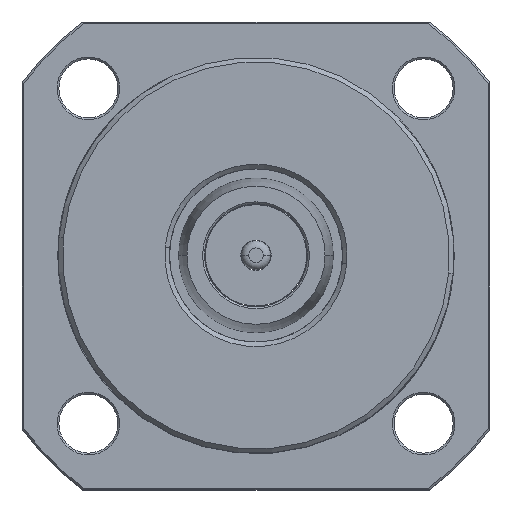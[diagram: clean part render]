
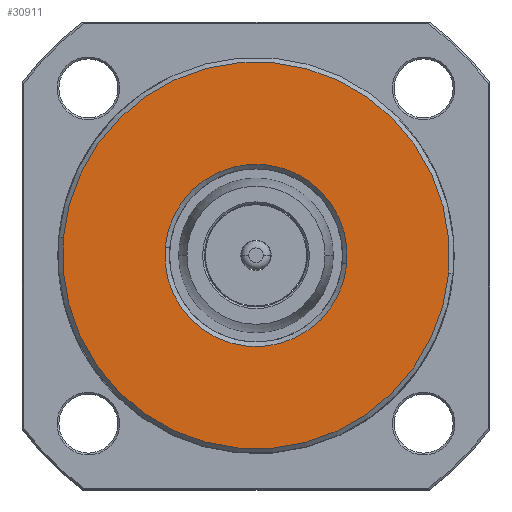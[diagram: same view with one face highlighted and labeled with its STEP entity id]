
A CAD part, top view. The second image highlights one B-rep face of the part: STEP entity #30911.
In plain terms, the highlighted planar face has unit normal (0, 0, 1).
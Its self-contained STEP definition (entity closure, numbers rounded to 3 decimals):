
#877 = CARTESIAN_POINT ( 'NONE',  ( -4.929, 0.451, 28.73 ) ) ;
#1925 = DIRECTION ( 'NONE',  ( 0., 0., -1. ) ) ;
#2510 = CARTESIAN_POINT ( 'NONE',  ( 4.929, -0.451, 28.73 ) ) ;
#3837 = AXIS2_PLACEMENT_3D ( 'NONE', #24010, #1925, #22978 ) ;
#4434 = CARTESIAN_POINT ( 'NONE',  ( 10.456, -0.956, 28.73 ) ) ;
#4455 = AXIS2_PLACEMENT_3D ( 'NONE', #52382, #41710, #37242 ) ;
#4510 = EDGE_CURVE ( 'NONE', #30290, #13782, #33613, .T. ) ;
#5693 = AXIS2_PLACEMENT_3D ( 'NONE', #6546, #16922, #43401 ) ;
#5731 = DIRECTION ( 'NONE',  ( 0.996, -0.091, 0. ) ) ;
#6546 = CARTESIAN_POINT ( 'NONE',  ( 0., 0., 28.73 ) ) ;
#7485 = FACE_OUTER_BOUND ( 'NONE', #36139, .T. ) ;
#7826 = DIRECTION ( 'NONE',  ( -0.996, 0.091, 0. ) ) ;
#9367 = EDGE_LOOP ( 'NONE', ( #35111, #63626 ) ) ;
#12672 = PLANE ( 'NONE',  #23141 ) ;
#13782 = VERTEX_POINT ( 'NONE', #877 ) ;
#16922 = DIRECTION ( 'NONE',  ( 0., 0., -1. ) ) ;
#18205 = CARTESIAN_POINT ( 'NONE',  ( -0.451, -4.929, 28.73 ) ) ;
#21013 = CIRCLE ( 'NONE', #4455, 10.5 ) ;
#22978 = DIRECTION ( 'NONE',  ( 0.996, -0.091, 0. ) ) ;
#23141 = AXIS2_PLACEMENT_3D ( 'NONE', #18205, #43654, #7826 ) ;
#24010 = CARTESIAN_POINT ( 'NONE',  ( 0., 0., 28.73 ) ) ;
#25465 = EDGE_CURVE ( 'NONE', #42429, #44350, #42140, .T. ) ;
#26767 = AXIS2_PLACEMENT_3D ( 'NONE', #37461, #58788, #5731 ) ;
#27820 = CARTESIAN_POINT ( 'NONE',  ( -10.456, 0.956, 28.73 ) ) ;
#29548 = ORIENTED_EDGE ( 'NONE', *, *, #25465, .F. ) ;
#30290 = VERTEX_POINT ( 'NONE', #2510 ) ;
#30911 = ADVANCED_FACE ( 'NONE', ( #33727, #7485 ), #12672, .T. ) ;
#33613 = CIRCLE ( 'NONE', #3837, 4.95 ) ;
#33727 = FACE_BOUND ( 'NONE', #9367, .T. ) ;
#35111 = ORIENTED_EDGE ( 'NONE', *, *, #62425, .T. ) ;
#36139 = EDGE_LOOP ( 'NONE', ( #29548, #46251 ) ) ;
#37242 = DIRECTION ( 'NONE',  ( 0.996, -0.091, 0. ) ) ;
#37461 = CARTESIAN_POINT ( 'NONE',  ( 0., 0., 28.73 ) ) ;
#41710 = DIRECTION ( 'NONE',  ( 0., 0., -1. ) ) ;
#42140 = CIRCLE ( 'NONE', #26767, 10.5 ) ;
#42429 = VERTEX_POINT ( 'NONE', #4434 ) ;
#43401 = DIRECTION ( 'NONE',  ( 0.996, -0.091, 0. ) ) ;
#43654 = DIRECTION ( 'NONE',  ( 0., 0., 1. ) ) ;
#44198 = CIRCLE ( 'NONE', #5693, 4.95 ) ;
#44350 = VERTEX_POINT ( 'NONE', #27820 ) ;
#44831 = EDGE_CURVE ( 'NONE', #44350, #42429, #21013, .T. ) ;
#46251 = ORIENTED_EDGE ( 'NONE', *, *, #44831, .F. ) ;
#52382 = CARTESIAN_POINT ( 'NONE',  ( 0., 0., 28.73 ) ) ;
#58788 = DIRECTION ( 'NONE',  ( 0., 0., -1. ) ) ;
#62425 = EDGE_CURVE ( 'NONE', #13782, #30290, #44198, .T. ) ;
#63626 = ORIENTED_EDGE ( 'NONE', *, *, #4510, .T. ) ;
